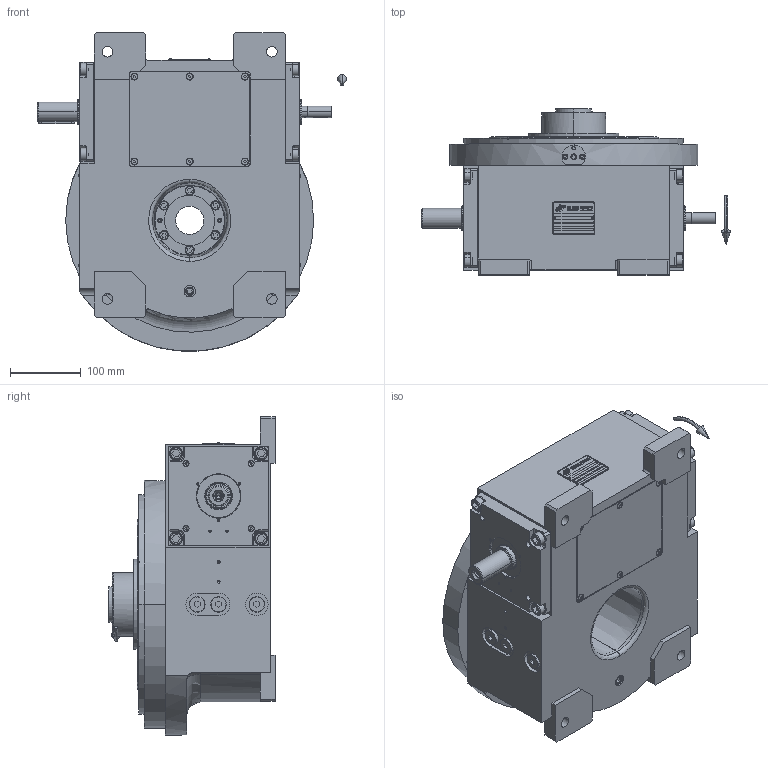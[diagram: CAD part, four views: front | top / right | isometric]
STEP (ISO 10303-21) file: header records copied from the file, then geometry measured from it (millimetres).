
FILE_DESCRIPTION (( 'STEP AP203' ), '1' );
FILE_NAME ('PC5200409.step', '2024-07-05T15:19:40', ( '' ), ( '' ), 'SwSTEP 2.0', 'SolidWorks 2020', '' );
FILE_SCHEMA (( 'CONFIG_CONTROL_DESIGN' ));
Length unit declared in the file: millimetre
Products named in the file (86): cfn2115_02_057; CFN2104_02_018.stp; cfn2104_01_005; CFN2010_01_020.stp; cfn2155_01_095; cfn2000_01_081; CFN2203_02_002.stp; cfn2115_01_005; cfn2000_01_099; cfn2000_01_161; rig09_001_a; cfn2003_01_054; cfn2000_01_126; cfn2155_01_196; rig09_005_s_001; RIG09_021_AF0.stp; rig09_014; cfn2151_01_170; CFN2223_02_003.stp; freccia_angolare; RIG09_005_S_001_ASM.stp; AS_rig09_014; rig09_004; rig09_016; olio_agip_blasia_150; cfn2070_05_009; cfn2205_01_015; rig09_002_bc; cfn2077_01_036; CFN2356_03_053.stp; cfn2104_01_018; cfn2128_04_002; AS_rig09_016; PC5200409; freccia_angolare_albero; AS_rig09_002_bc; cfn2276_01_056; rig09_007_master; CFN2010_02_002.stp; AS_rig09_071_12_m_n_03 ...
Assembly tree (73 placements, depth 5):
  cfn2115_02_057
  CFN2010_01_020.stp
  CFN2203_02_002.stp
  cfn2151_01_170
  CFN2223_02_003.stp
Bounding box: 436.5 x 235 x 450 mm (x, y, z)
Volume: 5629985.4 mm3; surface area: 1298345.7 mm2
Topology: 64 solids, 64 shells, 2044 faces, 5032 edges, 3223 vertices
Faces by surface type: plane 1034, cylinder 661, cone 314, torus 29, sphere 4, bspline 2
Entity records: 71093 total; most frequent: CARTESIAN_POINT 14035, DIRECTION 10221, ORIENTED_EDGE 9728, EDGE_CURVE 4864, AXIS2_PLACEMENT_3D 3535, VERTEX_POINT 3162, VECTOR 3151, LINE 3151
